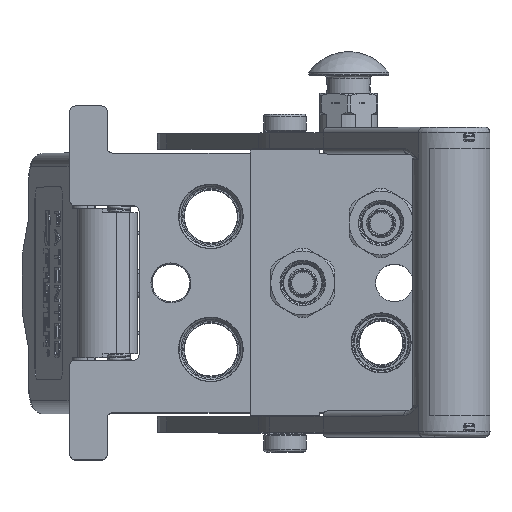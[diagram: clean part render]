
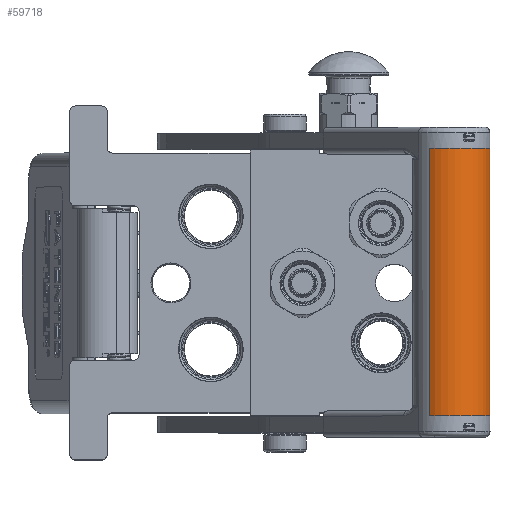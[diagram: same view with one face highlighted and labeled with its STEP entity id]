
A CAD part, top view. The second image highlights one B-rep face of the part: STEP entity #59718.
In plain terms, the highlighted cylindrical face has radius 14.5 mm (diameter 29 mm), a partial arc.
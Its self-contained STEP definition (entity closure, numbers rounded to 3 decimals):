
#966 = CARTESIAN_POINT ( 'NONE',  ( -46., 0., -14.5 ) ) ;
#1344 = CARTESIAN_POINT ( 'NONE',  ( 46.5, -7.576, -12.363 ) ) ;
#1935 = DIRECTION ( 'NONE',  ( -1., 0., 0. ) ) ;
#6894 = AXIS2_PLACEMENT_3D ( 'NONE', #78770, #59891, #21862 ) ;
#8519 = VERTEX_POINT ( 'NONE', #31643 ) ;
#11147 = VECTOR ( 'NONE', #96929, 1000. ) ;
#14803 = DIRECTION ( 'NONE',  ( 0., -0.522, -0.853 ) ) ;
#18671 = AXIS2_PLACEMENT_3D ( 'NONE', #54764, #55177, #25957 ) ;
#19002 = CIRCLE ( 'NONE', #123368, 14.5 ) ;
#19834 = AXIS2_PLACEMENT_3D ( 'NONE', #111078, #53675, #14803 ) ;
#20880 = DIRECTION ( 'NONE',  ( 0., -0.522, -0.853 ) ) ;
#21556 = DIRECTION ( 'NONE',  ( 1., 0., 0. ) ) ;
#21862 = DIRECTION ( 'NONE',  ( 0., 0., -1. ) ) ;
#25957 = DIRECTION ( 'NONE',  ( 0., 0., -1. ) ) ;
#25996 = EDGE_CURVE ( 'NONE', #55443, #34274, #84310, .T. ) ;
#28600 = ORIENTED_EDGE ( 'NONE', *, *, #39453, .T. ) ;
#28785 = ORIENTED_EDGE ( 'NONE', *, *, #49967, .T. ) ;
#29736 = EDGE_CURVE ( 'NONE', #109229, #118498, #78885, .T. ) ;
#31070 = FACE_OUTER_BOUND ( 'NONE', #90402, .T. ) ;
#31643 = CARTESIAN_POINT ( 'NONE',  ( 46.5, 0., -14.5 ) ) ;
#33645 = CIRCLE ( 'NONE', #19834, 14.5 ) ;
#34274 = VERTEX_POINT ( 'NONE', #82392 ) ;
#36829 = VERTEX_POINT ( 'NONE', #73667 ) ;
#37996 = DIRECTION ( 'NONE',  ( 1., 0., 0. ) ) ;
#39248 = CARTESIAN_POINT ( 'NONE',  ( -50., -7.576, -12.363 ) ) ;
#39453 = EDGE_CURVE ( 'NONE', #34274, #44963, #33645, .T. ) ;
#39639 = LINE ( 'NONE', #49940, #11147 ) ;
#39783 = CIRCLE ( 'NONE', #6894, 14.5 ) ;
#42432 = DIRECTION ( 'NONE',  ( -1., 0., 0. ) ) ;
#43380 = VECTOR ( 'NONE', #60374, 1000. ) ;
#44719 = CARTESIAN_POINT ( 'NONE',  ( -50., 0., 14.5 ) ) ;
#44936 = VERTEX_POINT ( 'NONE', #44719 ) ;
#44963 = VERTEX_POINT ( 'NONE', #102609 ) ;
#47132 = CARTESIAN_POINT ( 'NONE',  ( 46.5, -7.576, -12.363 ) ) ;
#47181 = CARTESIAN_POINT ( 'NONE',  ( -50., 0., 0. ) ) ;
#49940 = CARTESIAN_POINT ( 'NONE',  ( -50., 0., 14.5 ) ) ;
#49967 = EDGE_CURVE ( 'NONE', #44963, #8519, #110027, .T. ) ;
#52013 = CARTESIAN_POINT ( 'NONE',  ( 46.5, -7.111, -12.636 ) ) ;
#53675 = DIRECTION ( 'NONE',  ( 1., 0., 0. ) ) ;
#54764 = CARTESIAN_POINT ( 'NONE',  ( 46.5, 0., 0. ) ) ;
#55177 = DIRECTION ( 'NONE',  ( -1., 0., 0. ) ) ;
#55443 = VERTEX_POINT ( 'NONE', #116332 ) ;
#58586 = AXIS2_PLACEMENT_3D ( 'NONE', #47181, #37996, #76902 ) ;
#58992 = AXIS2_PLACEMENT_3D ( 'NONE', #80141, #42432, #109457 ) ;
#59718 = ADVANCED_FACE ( 'NONE', ( #31070 ), #71509, .T. ) ;
#59891 = DIRECTION ( 'NONE',  ( -1., 0., 0. ) ) ;
#60165 = ORIENTED_EDGE ( 'NONE', *, *, #92267, .F. ) ;
#60374 = DIRECTION ( 'NONE',  ( 1., 0., 0. ) ) ;
#60878 = EDGE_CURVE ( 'NONE', #8519, #109229, #39783, .T. ) ;
#71509 = CYLINDRICAL_SURFACE ( 'NONE', #58992, 14.5 ) ;
#73667 = CARTESIAN_POINT ( 'NONE',  ( 50.5, 0., 14.5 ) ) ;
#74114 = EDGE_CURVE ( 'NONE', #118498, #112562, #77884, .T. ) ;
#75361 = ORIENTED_EDGE ( 'NONE', *, *, #90085, .T. ) ;
#76123 = DIRECTION ( 'NONE',  ( 1., 0., 0. ) ) ;
#76902 = DIRECTION ( 'NONE',  ( 0., 0., 1. ) ) ;
#77884 = LINE ( 'NONE', #1344, #43380 ) ;
#78770 = CARTESIAN_POINT ( 'NONE',  ( 46.5, 0., 0. ) ) ;
#78885 = CIRCLE ( 'NONE', #18671, 14.5 ) ;
#80141 = CARTESIAN_POINT ( 'NONE',  ( -50., 0., 0. ) ) ;
#82392 = CARTESIAN_POINT ( 'NONE',  ( -46., -7.576, -12.363 ) ) ;
#84310 = LINE ( 'NONE', #39248, #103818 ) ;
#87389 = CIRCLE ( 'NONE', #58586, 14.5 ) ;
#88670 = CARTESIAN_POINT ( 'NONE',  ( 50.5, 0., 0. ) ) ;
#90085 = EDGE_CURVE ( 'NONE', #112562, #36829, #19002, .T. ) ;
#90402 = EDGE_LOOP ( 'NONE', ( #28785, #94975, #105972, #103153, #75361, #60165, #111071, #109360, #28600 ) ) ;
#92267 = EDGE_CURVE ( 'NONE', #44936, #36829, #39639, .T. ) ;
#93349 = EDGE_CURVE ( 'NONE', #44936, #55443, #87389, .T. ) ;
#94975 = ORIENTED_EDGE ( 'NONE', *, *, #60878, .T. ) ;
#96929 = DIRECTION ( 'NONE',  ( 1., 0., 0. ) ) ;
#102609 = CARTESIAN_POINT ( 'NONE',  ( -46., 0., -14.5 ) ) ;
#103153 = ORIENTED_EDGE ( 'NONE', *, *, #74114, .T. ) ;
#103818 = VECTOR ( 'NONE', #76123, 1000. ) ;
#105623 = VECTOR ( 'NONE', #21556, 1000. ) ;
#105972 = ORIENTED_EDGE ( 'NONE', *, *, #29736, .T. ) ;
#106418 = CARTESIAN_POINT ( 'NONE',  ( 50.5, -7.576, -12.363 ) ) ;
#109229 = VERTEX_POINT ( 'NONE', #52013 ) ;
#109360 = ORIENTED_EDGE ( 'NONE', *, *, #25996, .T. ) ;
#109457 = DIRECTION ( 'NONE',  ( 0., 0., -1. ) ) ;
#110027 = LINE ( 'NONE', #966, #105623 ) ;
#111071 = ORIENTED_EDGE ( 'NONE', *, *, #93349, .T. ) ;
#111078 = CARTESIAN_POINT ( 'NONE',  ( -46., 0., 0. ) ) ;
#112562 = VERTEX_POINT ( 'NONE', #106418 ) ;
#116332 = CARTESIAN_POINT ( 'NONE',  ( -50., -7.576, -12.363 ) ) ;
#118498 = VERTEX_POINT ( 'NONE', #47132 ) ;
#123368 = AXIS2_PLACEMENT_3D ( 'NONE', #88670, #1935, #20880 ) ;
